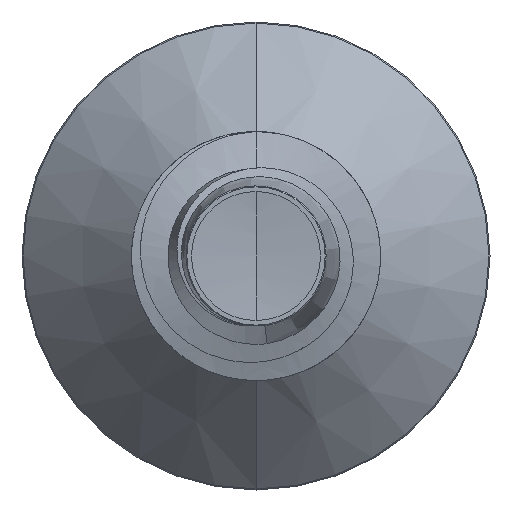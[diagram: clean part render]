
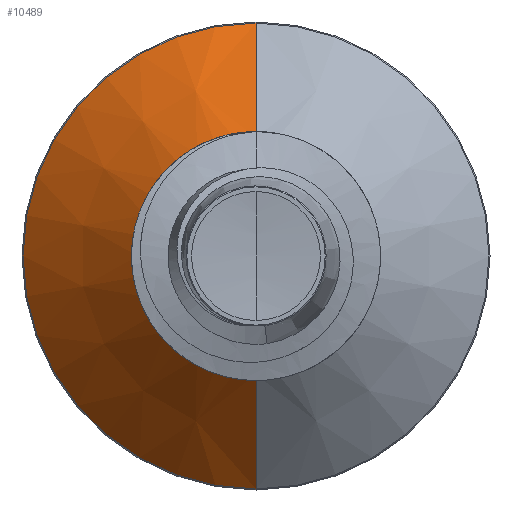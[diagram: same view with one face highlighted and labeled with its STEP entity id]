
A CAD part, front view. The second image highlights one B-rep face of the part: STEP entity #10489.
In plain terms, the highlighted conical face has half-angle 45 degrees and reference radius 1.189 mm.
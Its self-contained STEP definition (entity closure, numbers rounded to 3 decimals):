
#99 = DIRECTION ( 'NONE',  ( 0., 0.707, -0.707 ) ) ;
#117 = CARTESIAN_POINT ( 'NONE',  ( 0., 4.289, -1.189 ) ) ;
#214 = ORIENTED_EDGE ( 'NONE', *, *, #3157, .F. ) ;
#240 = DIRECTION ( 'NONE',  ( 0., 0.707, 0.707 ) ) ;
#272 = CARTESIAN_POINT ( 'NONE',  ( 0., 4.289, 1.189 ) ) ;
#1364 = VECTOR ( 'NONE', #240, 1000. ) ;
#2636 = CIRCLE ( 'NONE', #12771, 2.339 ) ;
#2704 = CARTESIAN_POINT ( 'NONE',  ( 0., 4.289, -1.189 ) ) ;
#3057 = EDGE_CURVE ( 'NONE', #5999, #4885, #10241, .T. ) ;
#3157 = EDGE_CURVE ( 'NONE', #6246, #9703, #9310, .T. ) ;
#3218 = ORIENTED_EDGE ( 'NONE', *, *, #9244, .F. ) ;
#3423 = CARTESIAN_POINT ( 'NONE',  ( 0., 4.289, 1.189 ) ) ;
#3583 = DIRECTION ( 'NONE',  ( 0., 0., 1. ) ) ;
#4015 = CARTESIAN_POINT ( 'NONE',  ( 0., 4.289, 0. ) ) ;
#4683 = DIRECTION ( 'NONE',  ( 0., 1., 0. ) ) ;
#4885 = VERTEX_POINT ( 'NONE', #11600 ) ;
#4967 = EDGE_CURVE ( 'NONE', #6246, #5999, #6130, .T. ) ;
#5173 = ORIENTED_EDGE ( 'NONE', *, *, #4967, .T. ) ;
#5728 = ORIENTED_EDGE ( 'NONE', *, *, #3057, .T. ) ;
#5918 = DIRECTION ( 'NONE',  ( 0., 0., 1. ) ) ;
#5999 = VERTEX_POINT ( 'NONE', #3423 ) ;
#6109 = CARTESIAN_POINT ( 'NONE',  ( 0., 5.439, -2.339 ) ) ;
#6130 = CIRCLE ( 'NONE', #11902, 1.189 ) ;
#6246 = VERTEX_POINT ( 'NONE', #2704 ) ;
#8193 = CARTESIAN_POINT ( 'NONE',  ( 0., 5.439, 0. ) ) ;
#8248 = DIRECTION ( 'NONE',  ( 0., 1., 0. ) ) ;
#8622 = FACE_OUTER_BOUND ( 'NONE', #11463, .T. ) ;
#9244 = EDGE_CURVE ( 'NONE', #9703, #4885, #2636, .T. ) ;
#9310 = LINE ( 'NONE', #117, #11309 ) ;
#9703 = VERTEX_POINT ( 'NONE', #6109 ) ;
#9858 = CARTESIAN_POINT ( 'NONE',  ( 0., 4.289, 0. ) ) ;
#10241 = LINE ( 'NONE', #272, #1364 ) ;
#10489 = ADVANCED_FACE ( 'NONE', ( #8622 ), #10833, .T. ) ;
#10833 = CONICAL_SURFACE ( 'NONE', #12041, 1.189, 0.785 ) ;
#11309 = VECTOR ( 'NONE', #99, 1000. ) ;
#11414 = DIRECTION ( 'NONE',  ( 0., 0., 1. ) ) ;
#11429 = DIRECTION ( 'NONE',  ( 0., 1., 0. ) ) ;
#11463 = EDGE_LOOP ( 'NONE', ( #214, #5173, #5728, #3218 ) ) ;
#11600 = CARTESIAN_POINT ( 'NONE',  ( 0., 5.439, 2.339 ) ) ;
#11902 = AXIS2_PLACEMENT_3D ( 'NONE', #9858, #11429, #11414 ) ;
#12041 = AXIS2_PLACEMENT_3D ( 'NONE', #4015, #4683, #3583 ) ;
#12771 = AXIS2_PLACEMENT_3D ( 'NONE', #8193, #8248, #5918 ) ;
